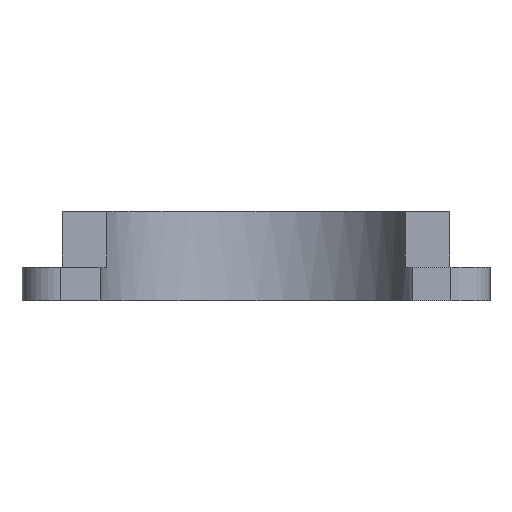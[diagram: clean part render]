
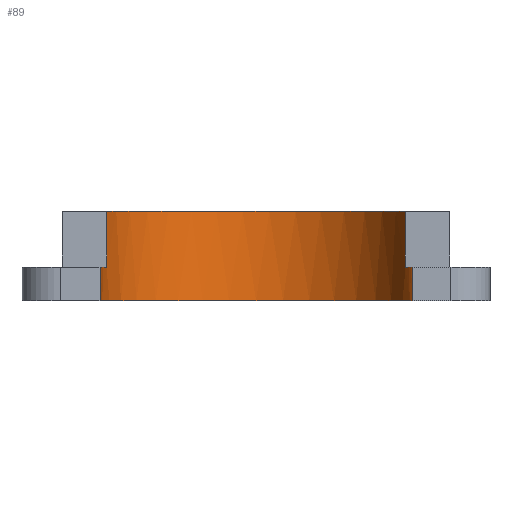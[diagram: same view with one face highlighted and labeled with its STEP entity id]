
A CAD part, front view. The second image highlights one B-rep face of the part: STEP entity #89.
In plain terms, the highlighted cylindrical face has radius 14 mm (diameter 28 mm), a partial arc.
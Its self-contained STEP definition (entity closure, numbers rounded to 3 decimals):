
#89=ADVANCED_FACE('',(#279),#281,.F.);
#279=FACE_BOUND('',#280,.T.);
#280=EDGE_LOOP('',(#438,#439,#440,#441,#442,#443,#444,#445));
#281=CYLINDRICAL_SURFACE('',#282,14.);
#282=AXIS2_PLACEMENT_3D('',#283,#284,#285);
#283=CARTESIAN_POINT('',(0.,0.,43.));
#284=DIRECTION('',(0.,0.,1.));
#285=DIRECTION('',(1.,0.,0.));
#438=ORIENTED_EDGE('',*,*,#551,.T.);
#439=ORIENTED_EDGE('',*,*,#552,.F.);
#440=ORIENTED_EDGE('',*,*,#553,.F.);
#441=ORIENTED_EDGE('',*,*,#554,.T.);
#442=ORIENTED_EDGE('',*,*,#555,.T.);
#443=ORIENTED_EDGE('',*,*,#556,.T.);
#444=ORIENTED_EDGE('',*,*,#557,.F.);
#445=ORIENTED_EDGE('',*,*,#558,.F.);
#551=EDGE_CURVE('',#624,#625,#626,.T.);
#552=EDGE_CURVE('',#627,#625,#628,.T.);
#553=EDGE_CURVE('',#629,#627,#630,.F.);
#554=EDGE_CURVE('',#629,#631,#632,.T.);
#555=EDGE_CURVE('',#631,#633,#634,.T.);
#556=EDGE_CURVE('',#633,#635,#636,.T.);
#557=EDGE_CURVE('',#637,#635,#638,.T.);
#558=EDGE_CURVE('',#624,#637,#639,.T.);
#624=VERTEX_POINT('',#762);
#625=VERTEX_POINT('',#763);
#626=CIRCLE('',#764,14.);
#627=VERTEX_POINT('',#768);
#628=LINE('',#769,#770);
#629=VERTEX_POINT('',#772);
#630=CIRCLE('',#773,14.);
#631=VERTEX_POINT('',#777);
#632=LINE('',#778,#779);
#633=VERTEX_POINT('',#781);
#634=CIRCLE('',#782,14.);
#635=VERTEX_POINT('',#786);
#636=LINE('',#787,#788);
#637=VERTEX_POINT('',#790);
#638=CIRCLE('',#791,14.);
#639=LINE('',#795,#796);
#762=CARTESIAN_POINT('',(14.,0.,43.));
#763=CARTESIAN_POINT('',(13.416,4.,43.));
#764=AXIS2_PLACEMENT_3D('',#765,#766,#767);
#765=CARTESIAN_POINT('',(0.,0.,43.));
#766=DIRECTION('',(0.,0.,1.));
#767=DIRECTION('',(1.,0.,0.));
#768=CARTESIAN_POINT('',(13.416,4.,48.));
#769=CARTESIAN_POINT('',(13.416,4.,48.));
#770=VECTOR('',#771,1.);
#771=DIRECTION('',(0.,0.,-1.));
#772=CARTESIAN_POINT('',(-13.416,4.,48.));
#773=AXIS2_PLACEMENT_3D('',#774,#775,#776);
#774=CARTESIAN_POINT('',(0.,0.,48.));
#775=DIRECTION('',(0.,0.,1.));
#776=DIRECTION('',(0.958,0.286,0.));
#777=CARTESIAN_POINT('',(-13.416,4.,43.));
#778=CARTESIAN_POINT('',(-13.416,4.,48.));
#779=VECTOR('',#780,1.);
#780=DIRECTION('',(0.,0.,-1.));
#781=CARTESIAN_POINT('',(-14.,0.,43.));
#782=AXIS2_PLACEMENT_3D('',#783,#784,#785);
#783=CARTESIAN_POINT('',(0.,0.,43.));
#784=DIRECTION('',(0.,0.,1.));
#785=DIRECTION('',(-0.958,0.286,0.));
#786=CARTESIAN_POINT('',(-14.,0.,40.));
#787=CARTESIAN_POINT('',(-14.,0.,43.));
#788=VECTOR('',#789,1.);
#789=DIRECTION('',(0.,0.,-1.));
#790=CARTESIAN_POINT('',(14.,0.,40.));
#791=AXIS2_PLACEMENT_3D('',#792,#793,#794);
#792=CARTESIAN_POINT('',(0.,0.,40.));
#793=DIRECTION('',(0.,0.,1.));
#794=DIRECTION('',(1.,0.,0.));
#795=CARTESIAN_POINT('',(14.,0.,43.));
#796=VECTOR('',#797,1.);
#797=DIRECTION('',(0.,0.,-1.));
